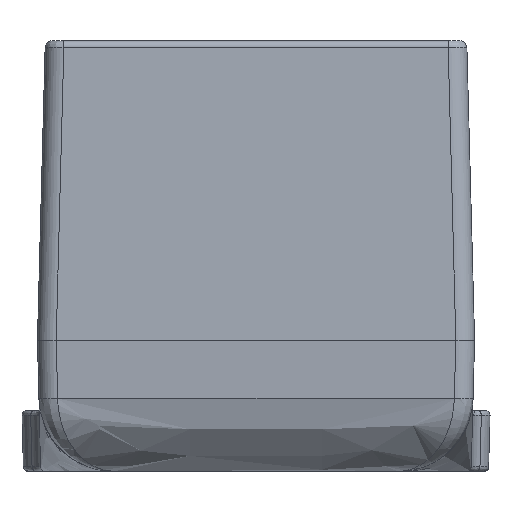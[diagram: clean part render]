
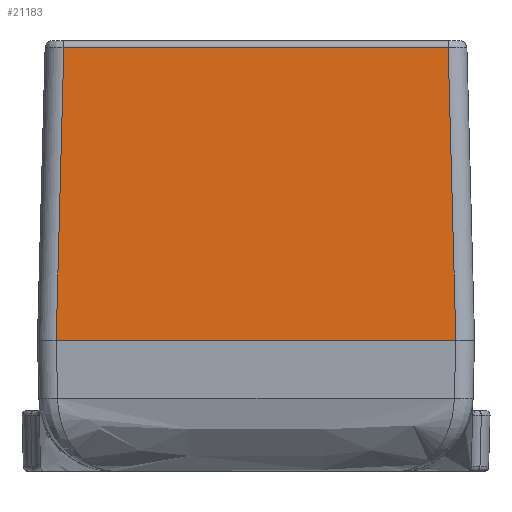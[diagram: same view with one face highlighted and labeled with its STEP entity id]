
A CAD part, left-side view. The second image highlights one B-rep face of the part: STEP entity #21183.
In plain terms, the highlighted planar face has unit normal (-1, 0, 0.026).
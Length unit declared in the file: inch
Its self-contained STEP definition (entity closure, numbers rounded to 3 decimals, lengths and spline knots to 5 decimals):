
#683=PLANE('',#22560);
#2566=FACE_OUTER_BOUND('',#3812,.T.);
#3812=EDGE_LOOP('',(#15938,#15939,#15940,#15941));
#5737=LINE('',#32656,#7601);
#5750=LINE('',#32701,#7614);
#5751=LINE('',#32760,#7615);
#5756=LINE('',#32768,#7620);
#7601=VECTOR('',#24571,0.3937);
#7614=VECTOR('',#24612,0.3937);
#7615=VECTOR('',#24629,0.3937);
#7620=VECTOR('',#24640,0.3937);
#10495=VERTEX_POINT('',#32615);
#10496=VERTEX_POINT('',#32646);
#10517=VERTEX_POINT('',#32700);
#10520=VERTEX_POINT('',#32726);
#12583=EDGE_CURVE('',#10495,#10496,#5737,.T.);
#12605=EDGE_CURVE('',#10496,#10517,#5750,.T.);
#12613=EDGE_CURVE('',#10517,#10520,#5751,.T.);
#12618=EDGE_CURVE('',#10520,#10495,#5756,.T.);
#15938=ORIENTED_EDGE('',*,*,#12583,.F.);
#15939=ORIENTED_EDGE('',*,*,#12618,.F.);
#15940=ORIENTED_EDGE('',*,*,#12613,.F.);
#15941=ORIENTED_EDGE('',*,*,#12605,.F.);
#21183=ADVANCED_FACE('',(#2566),#683,.T.);
#22560=AXIS2_PLACEMENT_3D('',#32769,#24641,#24642);
#24571=DIRECTION('',(0.026,-0.026,0.999));
#24612=DIRECTION('',(0.,-1.,0.));
#24629=DIRECTION('',(-0.026,-0.026,-0.999));
#24640=DIRECTION('',(0.,1.,0.));
#24641=DIRECTION('center_axis',(-1.,0.,0.026));
#24642=DIRECTION('ref_axis',(0.,1.,0.));
#32615=CARTESIAN_POINT('',(-2.3336,1.33364,-1.99918));
#32646=CARTESIAN_POINT('',(-2.28245,1.28249,-0.04565));
#32656=CARTESIAN_POINT('',(-2.27977,1.27982,0.05639));
#32700=CARTESIAN_POINT('',(-2.28245,-1.28249,-0.04565));
#32701=CARTESIAN_POINT('',(-2.28245,0.70313,-0.04565));
#32726=CARTESIAN_POINT('',(-2.3336,-1.33364,-1.99918));
#32760=CARTESIAN_POINT('',(-2.28037,-1.28042,0.03351));
#32768=CARTESIAN_POINT('',(-2.3336,1.43244,-1.99918));
#32769=CARTESIAN_POINT('Origin',(-2.28125,1.40625,0.));
